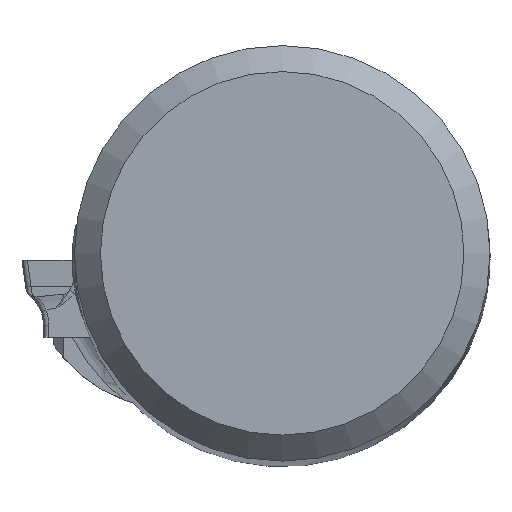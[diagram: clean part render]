
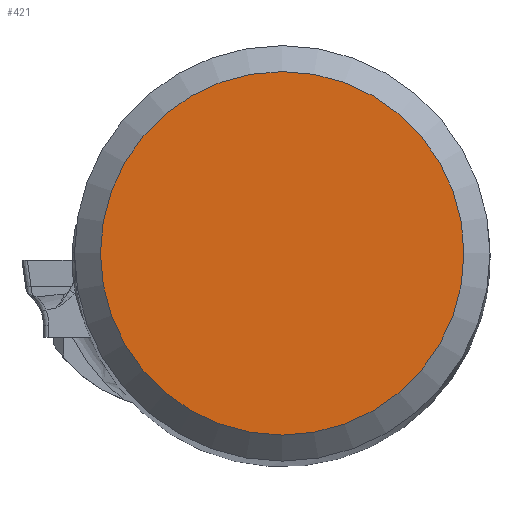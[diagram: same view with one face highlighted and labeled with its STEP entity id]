
A CAD part, top view. The second image highlights one B-rep face of the part: STEP entity #421.
In plain terms, the highlighted planar face has unit normal (0, 0, 1).
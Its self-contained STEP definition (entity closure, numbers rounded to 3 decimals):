
#202=FACE_OUTER_BOUND('',#909,.T.);
#332=CIRCLE('',#2523,6.985);
#421=ADVANCED_FACE('TB_BL_N5_SU8',(#202),#550,.F.);
#550=PLANE('',#2525);
#909=EDGE_LOOP('',(#1186));
#1186=ORIENTED_EDGE('',*,*,#2094,.T.);
#1851=VERTEX_POINT('',#3722);
#2094=EDGE_CURVE('',#1851,#1851,#332,.T.);
#2523=AXIS2_PLACEMENT_3D('',#3721,#2861,#2862);
#2525=AXIS2_PLACEMENT_3D('',#3724,#2865,#2866);
#2861=DIRECTION('',(0.,0.,1.));
#2862=DIRECTION('',(1.,0.,0.));
#2865=DIRECTION('',(0.,0.,-1.));
#2866=DIRECTION('',(-1.,0.,0.));
#3721=CARTESIAN_POINT('',(0.,0.,0.));
#3722=CARTESIAN_POINT('',(6.985,0.,0.));
#3724=CARTESIAN_POINT('',(6.985,0.,0.));
